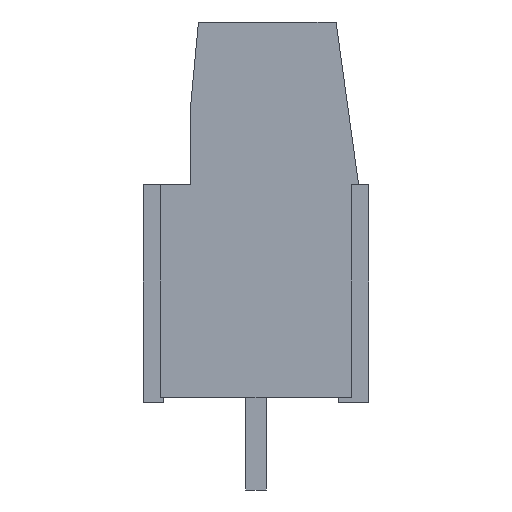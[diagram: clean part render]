
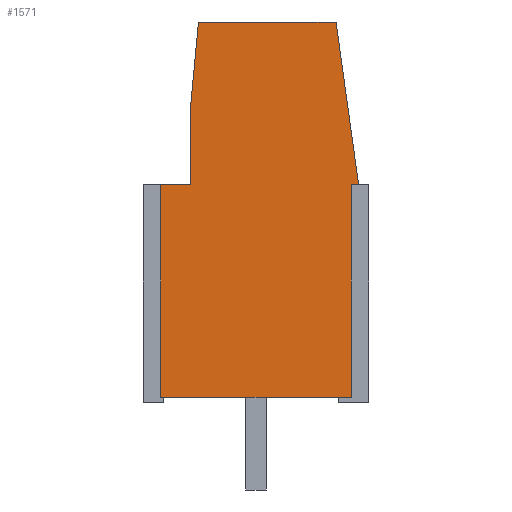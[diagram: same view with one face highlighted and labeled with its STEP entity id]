
A CAD part, left-side view. The second image highlights one B-rep face of the part: STEP entity #1571.
In plain terms, the highlighted planar face has unit normal (-1, 0, 0).
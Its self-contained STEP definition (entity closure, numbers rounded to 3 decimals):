
#72=DIRECTION('',(0.,1.,0.));
#73=VECTOR('',#72,0.3);
#74=CARTESIAN_POINT('',(-5.08,-3.65,-6.5));
#75=LINE('',#74,#73);
#76=DIRECTION('',(0.,0.,1.));
#77=VECTOR('',#76,8.5);
#78=CARTESIAN_POINT('',(-5.08,-3.35,-15.));
#79=LINE('',#78,#77);
#80=DIRECTION('',(0.,1.,0.));
#81=VECTOR('',#80,7.6);
#82=CARTESIAN_POINT('',(-5.08,-3.35,-15.));
#83=LINE('',#82,#81);
#84=DIRECTION('',(0.,0.,1.));
#85=VECTOR('',#84,8.5);
#86=CARTESIAN_POINT('',(-5.08,4.25,-15.));
#87=LINE('',#86,#85);
#88=DIRECTION('',(0.,-1.,0.));
#89=VECTOR('',#88,1.2);
#90=CARTESIAN_POINT('',(-5.08,4.25,-6.5));
#91=LINE('',#90,#89);
#92=DIRECTION('',(0.,0.,1.));
#93=VECTOR('',#92,3.3);
#94=CARTESIAN_POINT('',(-5.08,3.05,-6.5));
#95=LINE('',#94,#93);
#96=DIRECTION('',(0.,-0.093,0.996));
#97=VECTOR('',#96,3.214);
#98=CARTESIAN_POINT('',(-5.08,3.05,-3.2));
#99=LINE('',#98,#97);
#100=DIRECTION('',(0.,-1.,0.));
#101=VECTOR('',#100,5.5);
#102=CARTESIAN_POINT('',(-5.08,2.75,0.));
#103=LINE('',#102,#101);
#104=DIRECTION('',(0.,-0.137,-0.991));
#105=VECTOR('',#104,6.562);
#106=CARTESIAN_POINT('',(-5.08,-2.75,0.));
#107=LINE('',#106,#105);
#1212=CARTESIAN_POINT('',(-5.08,3.05,-6.5));
#1213=CARTESIAN_POINT('',(-5.08,3.05,-3.2));
#1214=VERTEX_POINT('',#1212);
#1215=VERTEX_POINT('',#1213);
#1216=CARTESIAN_POINT('',(-5.08,2.75,0.));
#1217=VERTEX_POINT('',#1216);
#1218=CARTESIAN_POINT('',(-5.08,-2.75,0.));
#1219=VERTEX_POINT('',#1218);
#1250=CARTESIAN_POINT('',(-5.08,-3.65,-6.5));
#1251=CARTESIAN_POINT('',(-5.08,-3.35,-6.5));
#1252=VERTEX_POINT('',#1250);
#1253=VERTEX_POINT('',#1251);
#1262=CARTESIAN_POINT('',(-5.08,-3.35,-15.));
#1263=CARTESIAN_POINT('',(-5.08,4.25,-15.));
#1264=VERTEX_POINT('',#1262);
#1265=VERTEX_POINT('',#1263);
#1266=CARTESIAN_POINT('',(-5.08,4.25,-6.5));
#1267=VERTEX_POINT('',#1266);
#1546=CARTESIAN_POINT('',(-5.08,0.,0.));
#1547=DIRECTION('',(1.,0.,0.));
#1548=DIRECTION('',(0.,0.,-1.));
#1549=AXIS2_PLACEMENT_3D('',#1546,#1547,#1548);
#1550=PLANE('',#1549);
#1552=ORIENTED_EDGE('',*,*,#1551,.T.);
#1554=ORIENTED_EDGE('',*,*,#1553,.F.);
#1556=ORIENTED_EDGE('',*,*,#1555,.T.);
#1558=ORIENTED_EDGE('',*,*,#1557,.T.);
#1560=ORIENTED_EDGE('',*,*,#1559,.T.);
#1562=ORIENTED_EDGE('',*,*,#1561,.T.);
#1564=ORIENTED_EDGE('',*,*,#1563,.T.);
#1566=ORIENTED_EDGE('',*,*,#1565,.T.);
#1568=ORIENTED_EDGE('',*,*,#1567,.T.);
#1569=EDGE_LOOP('',(#1552,#1554,#1556,#1558,#1560,#1562,#1564,#1566,#1568));
#1570=FACE_OUTER_BOUND('',#1569,.F.);
#1571=ADVANCED_FACE('',(#1570),#1550,.F.);
#1551=EDGE_CURVE('',#1252,#1253,#75,.T.);
#1553=EDGE_CURVE('',#1264,#1253,#79,.T.);
#1555=EDGE_CURVE('',#1264,#1265,#83,.T.);
#1557=EDGE_CURVE('',#1265,#1267,#87,.T.);
#1559=EDGE_CURVE('',#1267,#1214,#91,.T.);
#1561=EDGE_CURVE('',#1214,#1215,#95,.T.);
#1563=EDGE_CURVE('',#1215,#1217,#99,.T.);
#1565=EDGE_CURVE('',#1217,#1219,#103,.T.);
#1567=EDGE_CURVE('',#1219,#1252,#107,.T.);
